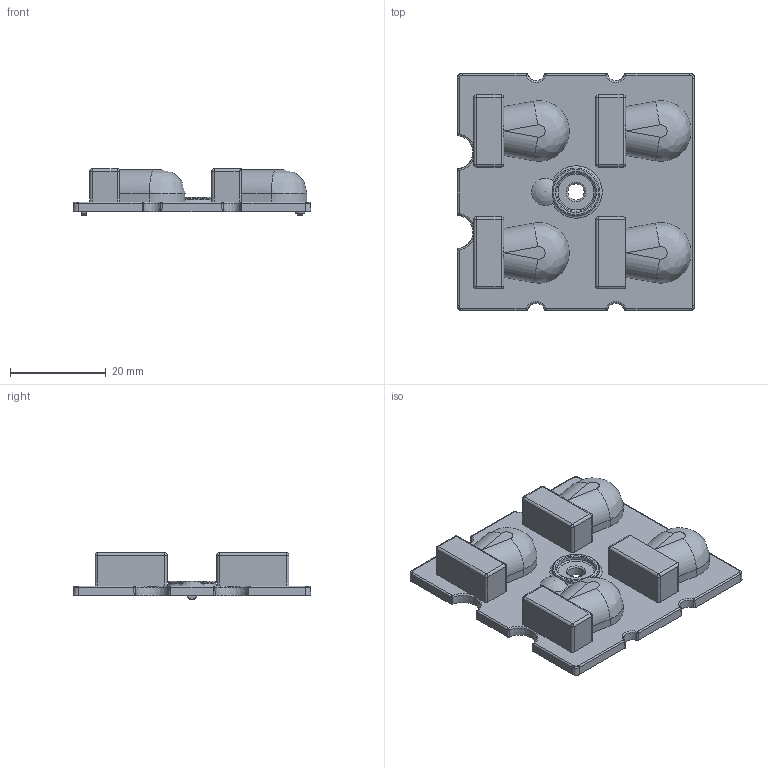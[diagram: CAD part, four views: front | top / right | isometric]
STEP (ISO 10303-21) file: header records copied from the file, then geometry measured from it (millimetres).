
FILE_DESCRIPTION(('STEP AP214'),'1');
FILE_NAME('260126_X76103_AVIKA_FT60_mechanics.stp','2026-02-02T10:34:13',(' '),(' '),'Spatial InterOp 3D',' ',' ');
FILE_SCHEMA(('AUTOMOTIVE_DESIGN { 1 0 10303 214 1 1 1 1 }'));
Length unit declared in the file: millimetre
Products named in the file (1): 260126_X76103_AVIKA_FT60_mechanics
Bounding box: 49.5 x 49.5 x 9.7 mm (x, y, z)
Volume: 8547.4 mm3; surface area: 7805.9 mm2
Topology: 1 solids, 1 shells, 453 faces, 1147 edges, 683 vertices
Faces by surface type: cylinder 186, plane 155, bspline 34, torus 27, sphere 27, cone 24
Entity records: 28561 total; most frequent: CARTESIAN_POINT 14422, ORIENTED_EDGE 2198, DIRECTION 2170, EDGE_CURVE 1099, AXIS2_PLACEMENT_3D 807, VERTEX_POINT 677, LINE 556, VECTOR 556
